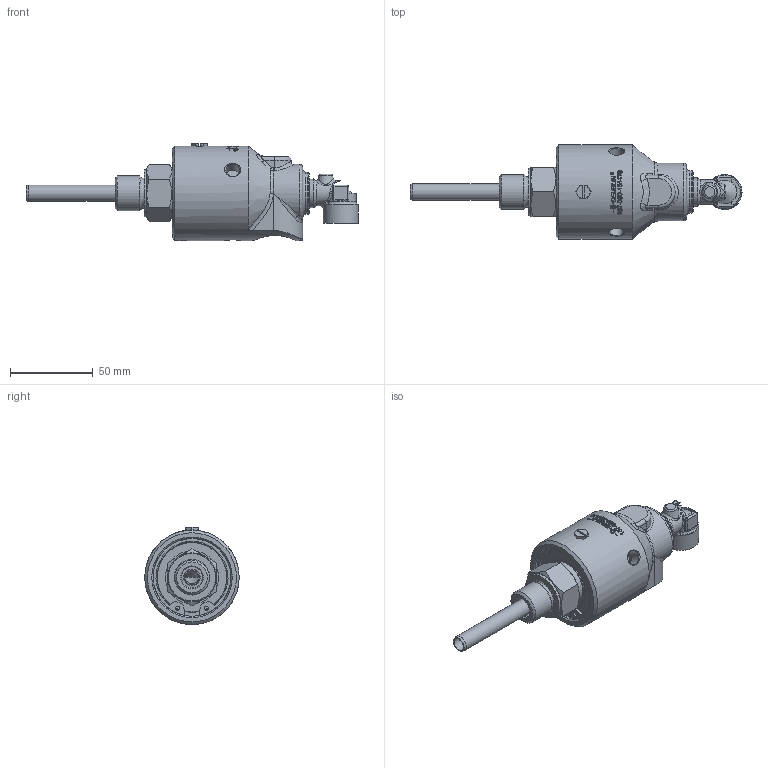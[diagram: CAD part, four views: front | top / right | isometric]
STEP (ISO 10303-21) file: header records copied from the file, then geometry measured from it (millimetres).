
FILE_DESCRIPTION((''),'2;1');
FILE_NAME('157-050-151470-IC.stp','2015-06-26T13:39:20',('mvelte'),(''),'Autodesk Inventor 2013','Autodesk Inventor 2013','');
FILE_SCHEMA(('AUTOMOTIVE_DESIGN { 1 0 10303 214 1 1 1 1 }'));
Length unit declared in the file: millimetre
Products named in the file (1): 157-050-151470-IC
Bounding box: 200.5 x 56.99 x 58.59 mm (x, y, z)
Volume: 171011.5 mm3; surface area: 41792.6 mm2
Topology: 1 solids, 2 shells, 587 faces, 1538 edges, 990 vertices
Faces by surface type: bspline 253, plane 170, cylinder 99, cone 37, torus 15, sphere 10, revolution 3
Full cylindrical faces by diameter (mm): 2.48 x2, 3.12 x2, 8 x1, 8.6 x3, 9.9 x1, 10 x2, 12.7 x1, 14.501 x1, 15 x1, 17.475 x1, 20.955 x1, 21 x1, 21.4 x1, 24.4 x1, 25.4 x2, 27.8 x1, 28.6 x1, 30.491 x1, 32.1 x1, 41.3 x1, 41.9 x1, 42.2 x1, 47.07 x1, 57 x1
Entity records: 61455 total; most frequent: CARTESIAN_POINT 49146, ORIENTED_EDGE 2868, DIRECTION 1679, EDGE_CURVE 1434, VERTEX_POINT 958, EDGE_LOOP 710, B_SPLINE_CURVE_WITH_KNOTS 656, AXIS2_PLACEMENT_3D 607
